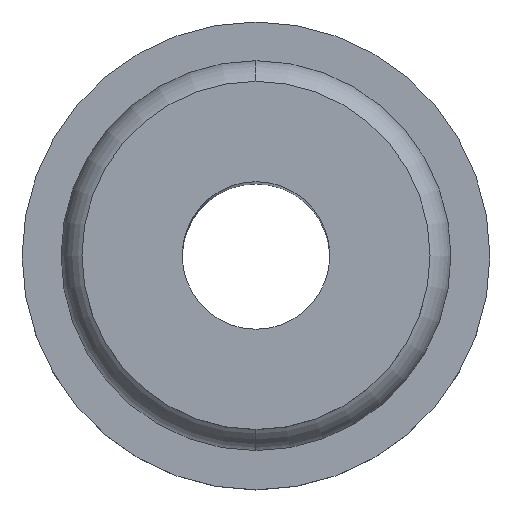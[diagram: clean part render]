
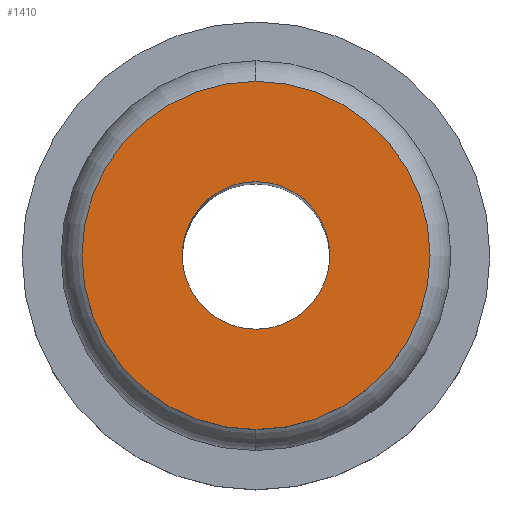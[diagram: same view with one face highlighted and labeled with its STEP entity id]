
A CAD part, top view. The second image highlights one B-rep face of the part: STEP entity #1410.
In plain terms, the highlighted planar face has unit normal (0, 0, 1).
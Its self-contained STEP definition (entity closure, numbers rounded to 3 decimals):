
#1060=CARTESIAN_POINT('',(0.,100.,6.3));
#1070=DIRECTION('',(0.,-0.,1.));
#1080=DIRECTION('',(0.,1.,0.));
#1090=AXIS2_PLACEMENT_3D('',#1060,#1070,#1080);
#1100=PLANE('',#1090);
#1110=CARTESIAN_POINT('',(0.,100.,6.3));
#1120=DIRECTION('',(0.,0.,-1.));
#1130=DIRECTION('',(0.,1.,0.));
#1140=AXIS2_PLACEMENT_3D('',#1110,#1120,#1130);
#1150=CIRCLE('',#1140,1.325);
#1160=CARTESIAN_POINT('',(0.,101.325,6.3));
#1170=VERTEX_POINT('',#1160);
#1180=CARTESIAN_POINT('',(0.,98.675,6.3));
#1190=VERTEX_POINT('',#1180);
#1200=EDGE_CURVE('',#1170,#1190,#1150,.T.);
#1210=ORIENTED_EDGE('',*,*,#1200,.T.);
#1220=EDGE_CURVE('',#1190,#1170,#1150,.T.);
#1230=ORIENTED_EDGE('',*,*,#1220,.T.);
#1240=EDGE_LOOP('',(#1230,#1210));
#1250=FACE_BOUND('',#1240,.T.);
#1260=CARTESIAN_POINT('',(0.,100.,6.3));
#1270=DIRECTION('',(0.,0.,1.));
#1280=DIRECTION('',(0.,1.,0.));
#1290=AXIS2_PLACEMENT_3D('',#1260,#1270,#1280);
#1300=CIRCLE('',#1290,3.125);
#1310=CARTESIAN_POINT('',(0.,103.125,6.3));
#1320=VERTEX_POINT('',#1310);
#1330=CARTESIAN_POINT('',(0.,96.875,6.3));
#1340=VERTEX_POINT('',#1330);
#1350=EDGE_CURVE('',#1320,#1340,#1300,.T.);
#1360=ORIENTED_EDGE('',*,*,#1350,.T.);
#1370=EDGE_CURVE('',#1340,#1320,#1300,.T.);
#1380=ORIENTED_EDGE('',*,*,#1370,.T.);
#1390=EDGE_LOOP('',(#1380,#1360));
#1400=FACE_OUTER_BOUND('',#1390,.T.);
#1410=ADVANCED_FACE('',(#1250,#1400),#1100,.T.);
